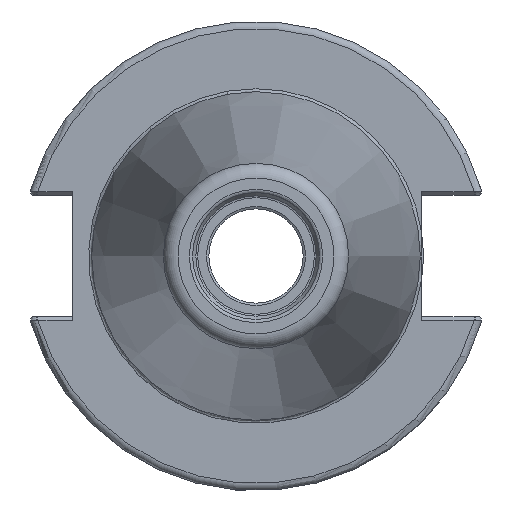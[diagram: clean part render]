
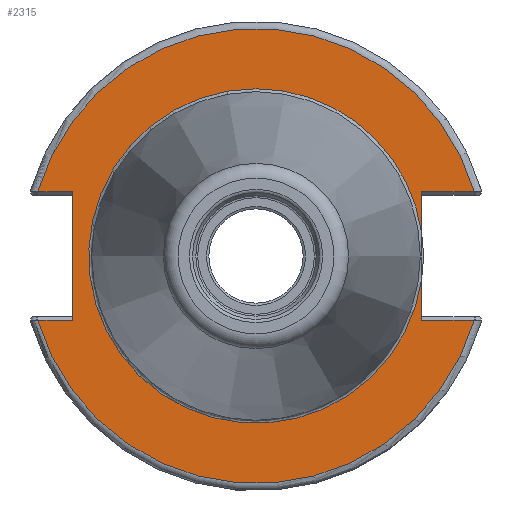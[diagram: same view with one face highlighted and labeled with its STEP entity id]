
A CAD part, left-side view. The second image highlights one B-rep face of the part: STEP entity #2315.
In plain terms, the highlighted planar face has unit normal (-1, 0, 0).
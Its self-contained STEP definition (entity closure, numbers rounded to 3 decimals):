
#125=PLANE('',#2505);
#233=FACE_OUTER_BOUND('',#366,.T.);
#366=EDGE_LOOP('',(#1650,#1651,#1652,#1653,#1654,#1655,#1656,#1657,#1658,
#1659,#1660));
#497=LINE('',#3545,#624);
#504=LINE('',#3667,#631);
#505=LINE('',#3671,#632);
#506=LINE('',#3673,#633);
#507=LINE('',#3675,#634);
#508=LINE('',#3679,#635);
#509=LINE('',#3681,#636);
#624=VECTOR('',#2863,10.);
#631=VECTOR('',#2874,10.);
#632=VECTOR('',#2877,10.);
#633=VECTOR('',#2878,10.);
#634=VECTOR('',#2879,10.);
#635=VECTOR('',#2882,10.);
#636=VECTOR('',#2883,10.);
#778=CIRCLE('',#2506,30.775);
#779=CIRCLE('',#2507,30.775);
#780=CIRCLE('',#2508,22.625);
#781=CIRCLE('',#2509,22.625);
#951=VERTEX_POINT('',#3542);
#952=VERTEX_POINT('',#3544);
#960=VERTEX_POINT('',#3666);
#961=VERTEX_POINT('',#3668);
#962=VERTEX_POINT('',#3670);
#963=VERTEX_POINT('',#3672);
#964=VERTEX_POINT('',#3674);
#965=VERTEX_POINT('',#3676);
#966=VERTEX_POINT('',#3678);
#967=VERTEX_POINT('',#3680);
#968=VERTEX_POINT('',#3682);
#1217=EDGE_CURVE('',#951,#952,#497,.T.);
#1229=EDGE_CURVE('',#960,#952,#504,.T.);
#1230=EDGE_CURVE('',#961,#951,#778,.T.);
#1231=EDGE_CURVE('',#962,#961,#505,.T.);
#1232=EDGE_CURVE('',#962,#963,#506,.T.);
#1233=EDGE_CURVE('',#964,#963,#507,.T.);
#1234=EDGE_CURVE('',#965,#964,#779,.T.);
#1235=EDGE_CURVE('',#966,#965,#508,.T.);
#1236=EDGE_CURVE('',#966,#967,#509,.T.);
#1237=EDGE_CURVE('',#967,#968,#780,.T.);
#1238=EDGE_CURVE('',#968,#960,#781,.T.);
#1650=ORIENTED_EDGE('',*,*,#1229,.T.);
#1651=ORIENTED_EDGE('',*,*,#1217,.F.);
#1652=ORIENTED_EDGE('',*,*,#1230,.F.);
#1653=ORIENTED_EDGE('',*,*,#1231,.F.);
#1654=ORIENTED_EDGE('',*,*,#1232,.T.);
#1655=ORIENTED_EDGE('',*,*,#1233,.F.);
#1656=ORIENTED_EDGE('',*,*,#1234,.F.);
#1657=ORIENTED_EDGE('',*,*,#1235,.F.);
#1658=ORIENTED_EDGE('',*,*,#1236,.T.);
#1659=ORIENTED_EDGE('',*,*,#1237,.T.);
#1660=ORIENTED_EDGE('',*,*,#1238,.T.);
#2315=ADVANCED_FACE('',(#233),#125,.T.);
#2505=AXIS2_PLACEMENT_3D('',#3665,#2872,#2873);
#2506=AXIS2_PLACEMENT_3D('',#3669,#2875,#2876);
#2507=AXIS2_PLACEMENT_3D('',#3677,#2880,#2881);
#2508=AXIS2_PLACEMENT_3D('',#3683,#2884,#2885);
#2509=AXIS2_PLACEMENT_3D('',#3684,#2886,#2887);
#2863=DIRECTION('',(0.,1.,0.));
#2872=DIRECTION('center_axis',(-1.,0.,0.));
#2873=DIRECTION('ref_axis',(0.,0.,1.));
#2874=DIRECTION('',(0.,0.,1.));
#2875=DIRECTION('center_axis',(1.,0.,0.));
#2876=DIRECTION('ref_axis',(0.,0.,-1.));
#2877=DIRECTION('',(0.,1.,0.));
#2878=DIRECTION('',(0.,0.,-1.));
#2879=DIRECTION('',(0.,-1.,0.));
#2880=DIRECTION('center_axis',(1.,0.,0.));
#2881=DIRECTION('ref_axis',(0.,0.,-1.));
#2882=DIRECTION('',(0.,-1.,0.));
#2883=DIRECTION('',(0.,0.,1.));
#2884=DIRECTION('center_axis',(1.,0.,0.));
#2885=DIRECTION('ref_axis',(0.,0.,-1.));
#2886=DIRECTION('center_axis',(1.,0.,0.));
#2887=DIRECTION('ref_axis',(0.,0.,-1.));
#3542=CARTESIAN_POINT('',(1.,-29.523,8.69));
#3544=CARTESIAN_POINT('',(1.,-22.41,8.69));
#3545=CARTESIAN_POINT('',(1.,4.182,8.69));
#3665=CARTESIAN_POINT('Origin',(1.,30.775,0.));
#3666=CARTESIAN_POINT('',(1.,-22.41,3.112));
#3667=CARTESIAN_POINT('',(1.,-22.41,-4.095));
#3668=CARTESIAN_POINT('',(1.,29.523,8.69));
#3669=CARTESIAN_POINT('Origin',(1.,0.,0.));
#3670=CARTESIAN_POINT('',(1.,24.8,8.69));
#3671=CARTESIAN_POINT('',(1.,38.399,8.69));
#3672=CARTESIAN_POINT('',(1.,24.8,-8.69));
#3673=CARTESIAN_POINT('',(1.,24.8,4.095));
#3674=CARTESIAN_POINT('',(1.,29.523,-8.69));
#3675=CARTESIAN_POINT('',(1.,27.788,-8.69));
#3676=CARTESIAN_POINT('',(1.,-29.523,-8.69));
#3677=CARTESIAN_POINT('Origin',(1.,0.,0.));
#3678=CARTESIAN_POINT('',(1.,-22.41,-8.69));
#3679=CARTESIAN_POINT('',(1.,-6.591,-8.69));
#3680=CARTESIAN_POINT('',(1.,-22.41,-3.112));
#3681=CARTESIAN_POINT('',(1.,-22.41,-4.095));
#3682=CARTESIAN_POINT('',(1.,0.,22.625));
#3683=CARTESIAN_POINT('Origin',(1.,0.,0.));
#3684=CARTESIAN_POINT('Origin',(1.,0.,0.));
